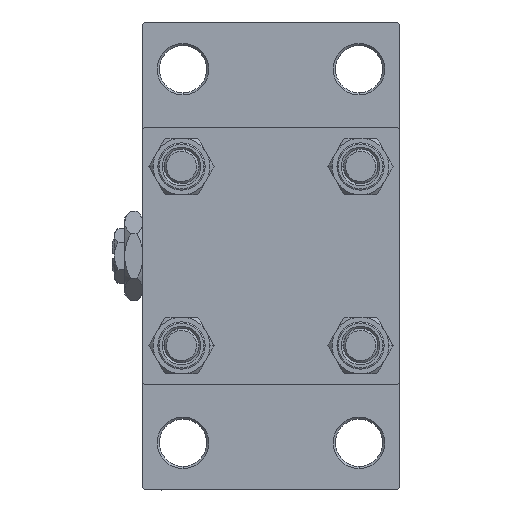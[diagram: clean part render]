
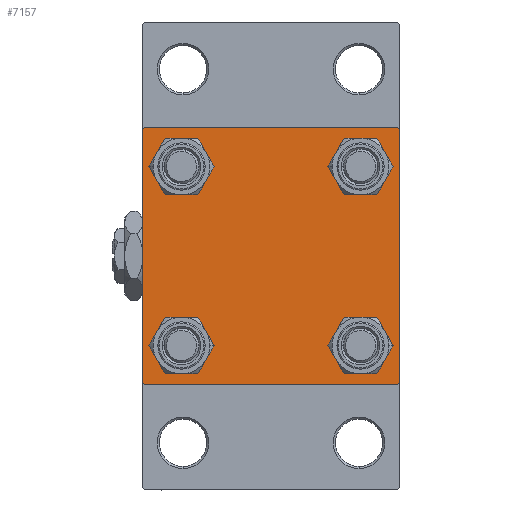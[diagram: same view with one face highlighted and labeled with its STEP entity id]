
A CAD part, left-side view. The second image highlights one B-rep face of the part: STEP entity #7157.
In plain terms, the highlighted planar face has unit normal (-1, 0, 0).
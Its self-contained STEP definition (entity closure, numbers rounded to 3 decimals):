
#996 = CARTESIAN_POINT ( 'NONE',  ( 0., 29.75, -29.75 ) ) ;
#1419 = ORIENTED_EDGE ( 'NONE', *, *, #32680, .F. ) ;
#2434 = VERTEX_POINT ( 'NONE', #20208 ) ;
#3060 = EDGE_CURVE ( 'NONE', #46581, #34731, #16060, .T. ) ;
#3165 = VERTEX_POINT ( 'NONE', #31611 ) ;
#3550 = ORIENTED_EDGE ( 'NONE', *, *, #35387, .T. ) ;
#3760 = VERTEX_POINT ( 'NONE', #4632 ) ;
#3943 = CARTESIAN_POINT ( 'NONE',  ( 0., 29.75, 29.75 ) ) ;
#4239 = CARTESIAN_POINT ( 'NONE',  ( 0., 0., 0. ) ) ;
#4249 = DIRECTION ( 'NONE',  ( 0., -0.707, -0.707 ) ) ;
#4518 = EDGE_CURVE ( 'NONE', #3760, #10688, #28063, .T. ) ;
#4632 = CARTESIAN_POINT ( 'NONE',  ( 0., 20.85, 16.35 ) ) ;
#4938 = CIRCLE ( 'NONE', #9716, 4.5 ) ;
#4986 = DIRECTION ( 'NONE',  ( 1., 0., 0. ) ) ;
#5054 = LINE ( 'NONE', #32348, #6340 ) ;
#5386 = DIRECTION ( 'NONE',  ( 0., -1., 0. ) ) ;
#5617 = EDGE_LOOP ( 'NONE', ( #47697, #39334, #26920, #36226, #24386, #27643, #1419, #16087 ) ) ;
#6311 = CARTESIAN_POINT ( 'NONE',  ( 0., 20.85, 25.35 ) ) ;
#6340 = VECTOR ( 'NONE', #17548, 1000. ) ;
#6644 = CARTESIAN_POINT ( 'NONE',  ( 0., -29.75, 29.75 ) ) ;
#6755 = CARTESIAN_POINT ( 'NONE',  ( 0., 20.85, -20.85 ) ) ;
#7156 = EDGE_CURVE ( 'NONE', #10688, #3760, #33025, .T. ) ;
#7157 = ADVANCED_FACE ( 'NONE', ( #22526, #49055, #15733, #45293, #31026 ), #41794, .T. ) ;
#7349 = CIRCLE ( 'NONE', #13753, 4.5 ) ;
#7571 = DIRECTION ( 'NONE',  ( 0., 0., -1. ) ) ;
#7623 = EDGE_LOOP ( 'NONE', ( #16610, #9574 ) ) ;
#7811 = CARTESIAN_POINT ( 'NONE',  ( 0., 30., 30. ) ) ;
#8113 = DIRECTION ( 'NONE',  ( 0., 0., 1. ) ) ;
#9012 = VECTOR ( 'NONE', #19239, 1000. ) ;
#9150 = EDGE_CURVE ( 'NONE', #42006, #9733, #4938, .T. ) ;
#9574 = ORIENTED_EDGE ( 'NONE', *, *, #4518, .T. ) ;
#9716 = AXIS2_PLACEMENT_3D ( 'NONE', #39167, #42681, #8113 ) ;
#9733 = VERTEX_POINT ( 'NONE', #10279 ) ;
#9839 = AXIS2_PLACEMENT_3D ( 'NONE', #31542, #43283, #36027 ) ;
#10279 = CARTESIAN_POINT ( 'NONE',  ( 0., 20.85, -25.35 ) ) ;
#10653 = CARTESIAN_POINT ( 'NONE',  ( 0., -29.5, -30. ) ) ;
#10688 = VERTEX_POINT ( 'NONE', #6311 ) ;
#11084 = ORIENTED_EDGE ( 'NONE', *, *, #43548, .T. ) ;
#11220 = LINE ( 'NONE', #38278, #9012 ) ;
#11985 = CARTESIAN_POINT ( 'NONE',  ( 0., 30., -29.5 ) ) ;
#13468 = CARTESIAN_POINT ( 'NONE',  ( 0., -20.85, -20.85 ) ) ;
#13557 = CARTESIAN_POINT ( 'NONE',  ( 0., -20.85, 25.35 ) ) ;
#13663 = VERTEX_POINT ( 'NONE', #18479 ) ;
#13753 = AXIS2_PLACEMENT_3D ( 'NONE', #13468, #4986, #35539 ) ;
#14613 = CIRCLE ( 'NONE', #9839, 4.5 ) ;
#14628 = LINE ( 'NONE', #6644, #34645 ) ;
#15733 = FACE_BOUND ( 'NONE', #45677, .T. ) ;
#15743 = LINE ( 'NONE', #996, #21932 ) ;
#16060 = LINE ( 'NONE', #7811, #46393 ) ;
#16087 = ORIENTED_EDGE ( 'NONE', *, *, #24933, .T. ) ;
#16610 = ORIENTED_EDGE ( 'NONE', *, *, #7156, .T. ) ;
#16972 = CIRCLE ( 'NONE', #36178, 4.5 ) ;
#16973 = CARTESIAN_POINT ( 'NONE',  ( 0., -20.85, 20.85 ) ) ;
#16978 = AXIS2_PLACEMENT_3D ( 'NONE', #4239, #34784, #42038 ) ;
#17548 = DIRECTION ( 'NONE',  ( 0., 0., -1. ) ) ;
#17724 = DIRECTION ( 'NONE',  ( 0., 0., 1. ) ) ;
#18073 = VERTEX_POINT ( 'NONE', #13557 ) ;
#18479 = CARTESIAN_POINT ( 'NONE',  ( 0., -20.85, -16.35 ) ) ;
#18631 = VERTEX_POINT ( 'NONE', #32253 ) ;
#19239 = DIRECTION ( 'NONE',  ( 0., -1., 0. ) ) ;
#20208 = CARTESIAN_POINT ( 'NONE',  ( 0., -20.85, -25.35 ) ) ;
#21110 = LINE ( 'NONE', #31644, #31553 ) ;
#21267 = CARTESIAN_POINT ( 'NONE',  ( 0., 20.85, 20.85 ) ) ;
#21932 = VECTOR ( 'NONE', #4249, 1000. ) ;
#22526 = FACE_BOUND ( 'NONE', #32857, .T. ) ;
#22555 = VERTEX_POINT ( 'NONE', #24039 ) ;
#22719 = AXIS2_PLACEMENT_3D ( 'NONE', #16973, #48013, #17724 ) ;
#22796 = DIRECTION ( 'NONE',  ( 1., 0., 0. ) ) ;
#22804 = EDGE_CURVE ( 'NONE', #18631, #41828, #39689, .T. ) ;
#23074 = VECTOR ( 'NONE', #5386, 1000. ) ;
#23267 = CARTESIAN_POINT ( 'NONE',  ( 0., 20.85, 20.85 ) ) ;
#23894 = AXIS2_PLACEMENT_3D ( 'NONE', #46063, #22796, #38804 ) ;
#24039 = CARTESIAN_POINT ( 'NONE',  ( 0., -30., 29.5 ) ) ;
#24386 = ORIENTED_EDGE ( 'NONE', *, *, #25341, .F. ) ;
#24529 = EDGE_CURVE ( 'NONE', #2434, #13663, #42291, .T. ) ;
#24774 = DIRECTION ( 'NONE',  ( 0., 0., 1. ) ) ;
#24933 = EDGE_CURVE ( 'NONE', #36312, #46581, #30747, .T. ) ;
#25341 = EDGE_CURVE ( 'NONE', #22555, #32789, #5054, .T. ) ;
#25535 = ORIENTED_EDGE ( 'NONE', *, *, #24529, .T. ) ;
#25691 = AXIS2_PLACEMENT_3D ( 'NONE', #21267, #41035, #24774 ) ;
#26273 = DIRECTION ( 'NONE',  ( 1., 0., 0. ) ) ;
#26397 = ORIENTED_EDGE ( 'NONE', *, *, #9150, .T. ) ;
#26523 = DIRECTION ( 'NONE',  ( 0., 0., 1. ) ) ;
#26920 = ORIENTED_EDGE ( 'NONE', *, *, #22804, .T. ) ;
#27643 = ORIENTED_EDGE ( 'NONE', *, *, #48215, .T. ) ;
#28063 = CIRCLE ( 'NONE', #25691, 4.5 ) ;
#28330 = EDGE_LOOP ( 'NONE', ( #33123, #25535 ) ) ;
#30051 = DIRECTION ( 'NONE',  ( 1., 0., 0. ) ) ;
#30394 = CARTESIAN_POINT ( 'NONE',  ( 0., 30., 29.5 ) ) ;
#30747 = LINE ( 'NONE', #3943, #47927 ) ;
#31026 = FACE_OUTER_BOUND ( 'NONE', #5617, .T. ) ;
#31542 = CARTESIAN_POINT ( 'NONE',  ( 0., -20.85, 20.85 ) ) ;
#31553 = VECTOR ( 'NONE', #36126, 1000. ) ;
#31611 = CARTESIAN_POINT ( 'NONE',  ( 0., -20.85, 16.35 ) ) ;
#31644 = CARTESIAN_POINT ( 'NONE',  ( 0., -29.75, -29.75 ) ) ;
#31762 = CARTESIAN_POINT ( 'NONE',  ( 0., -30., -29.5 ) ) ;
#32253 = CARTESIAN_POINT ( 'NONE',  ( 0., 29.5, -30. ) ) ;
#32348 = CARTESIAN_POINT ( 'NONE',  ( 0., -30., 30. ) ) ;
#32680 = EDGE_CURVE ( 'NONE', #36312, #37694, #11220, .T. ) ;
#32789 = VERTEX_POINT ( 'NONE', #31762 ) ;
#32857 = EDGE_LOOP ( 'NONE', ( #11084, #38100 ) ) ;
#33025 = CIRCLE ( 'NONE', #43355, 4.5 ) ;
#33123 = ORIENTED_EDGE ( 'NONE', *, *, #34873, .T. ) ;
#34645 = VECTOR ( 'NONE', #40948, 1000. ) ;
#34731 = VERTEX_POINT ( 'NONE', #11985 ) ;
#34784 = DIRECTION ( 'NONE',  ( -1., 0., 0. ) ) ;
#34798 = CARTESIAN_POINT ( 'NONE',  ( 0., -29.5, 30. ) ) ;
#34873 = EDGE_CURVE ( 'NONE', #13663, #2434, #7349, .T. ) ;
#35387 = EDGE_CURVE ( 'NONE', #9733, #42006, #16972, .T. ) ;
#35539 = DIRECTION ( 'NONE',  ( 0., 0., 1. ) ) ;
#35887 = CARTESIAN_POINT ( 'NONE',  ( 0., 29.5, 30. ) ) ;
#36027 = DIRECTION ( 'NONE',  ( 0., 0., 1. ) ) ;
#36126 = DIRECTION ( 'NONE',  ( 0., -0.707, 0.707 ) ) ;
#36178 = AXIS2_PLACEMENT_3D ( 'NONE', #6755, #26273, #44566 ) ;
#36226 = ORIENTED_EDGE ( 'NONE', *, *, #47605, .T. ) ;
#36312 = VERTEX_POINT ( 'NONE', #35887 ) ;
#36430 = CARTESIAN_POINT ( 'NONE',  ( 0., 30., -30. ) ) ;
#37694 = VERTEX_POINT ( 'NONE', #34798 ) ;
#38100 = ORIENTED_EDGE ( 'NONE', *, *, #46176, .T. ) ;
#38278 = CARTESIAN_POINT ( 'NONE',  ( 0., 30., 30. ) ) ;
#38804 = DIRECTION ( 'NONE',  ( 0., 0., 1. ) ) ;
#39167 = CARTESIAN_POINT ( 'NONE',  ( 0., 20.85, -20.85 ) ) ;
#39334 = ORIENTED_EDGE ( 'NONE', *, *, #40054, .T. ) ;
#39689 = LINE ( 'NONE', #36430, #23074 ) ;
#40054 = EDGE_CURVE ( 'NONE', #34731, #18631, #15743, .T. ) ;
#40948 = DIRECTION ( 'NONE',  ( 0., 0.707, 0.707 ) ) ;
#41035 = DIRECTION ( 'NONE',  ( 1., 0., 0. ) ) ;
#41794 = PLANE ( 'NONE',  #16978 ) ;
#41828 = VERTEX_POINT ( 'NONE', #10653 ) ;
#41862 = CIRCLE ( 'NONE', #22719, 4.5 ) ;
#42006 = VERTEX_POINT ( 'NONE', #45200 ) ;
#42038 = DIRECTION ( 'NONE',  ( 0., 0., 1. ) ) ;
#42291 = CIRCLE ( 'NONE', #23894, 4.5 ) ;
#42681 = DIRECTION ( 'NONE',  ( 1., 0., 0. ) ) ;
#43283 = DIRECTION ( 'NONE',  ( 1., 0., 0. ) ) ;
#43355 = AXIS2_PLACEMENT_3D ( 'NONE', #23267, #30051, #26523 ) ;
#43548 = EDGE_CURVE ( 'NONE', #18073, #3165, #14613, .T. ) ;
#44566 = DIRECTION ( 'NONE',  ( 0., 0., 1. ) ) ;
#45200 = CARTESIAN_POINT ( 'NONE',  ( 0., 20.85, -16.35 ) ) ;
#45293 = FACE_BOUND ( 'NONE', #7623, .T. ) ;
#45677 = EDGE_LOOP ( 'NONE', ( #26397, #3550 ) ) ;
#46063 = CARTESIAN_POINT ( 'NONE',  ( 0., -20.85, -20.85 ) ) ;
#46176 = EDGE_CURVE ( 'NONE', #3165, #18073, #41862, .T. ) ;
#46242 = DIRECTION ( 'NONE',  ( 0., 0.707, -0.707 ) ) ;
#46393 = VECTOR ( 'NONE', #7571, 1000. ) ;
#46581 = VERTEX_POINT ( 'NONE', #30394 ) ;
#47605 = EDGE_CURVE ( 'NONE', #41828, #32789, #21110, .T. ) ;
#47697 = ORIENTED_EDGE ( 'NONE', *, *, #3060, .T. ) ;
#47927 = VECTOR ( 'NONE', #46242, 1000. ) ;
#48013 = DIRECTION ( 'NONE',  ( 1., 0., 0. ) ) ;
#48215 = EDGE_CURVE ( 'NONE', #22555, #37694, #14628, .T. ) ;
#49055 = FACE_BOUND ( 'NONE', #28330, .T. ) ;
